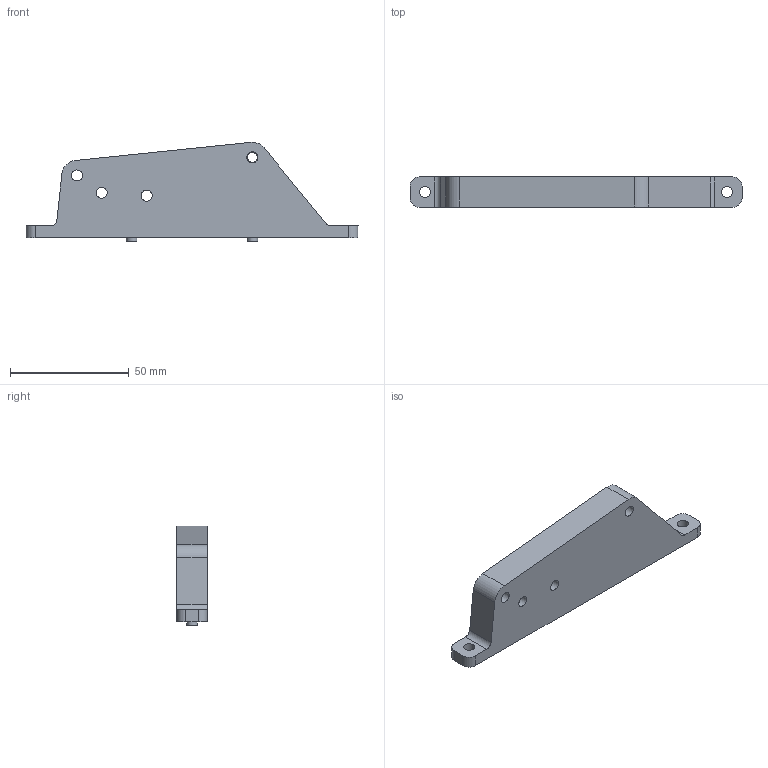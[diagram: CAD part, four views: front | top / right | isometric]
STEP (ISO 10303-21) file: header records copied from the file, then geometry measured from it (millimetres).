
FILE_DESCRIPTION(/* description */ (''),/* implementation_level */ '2;1');
FILE_NAME(/* name */ 'Inside_Intake_Mount_pocket.step',/* time_stamp */ '2024-06-27T21:51:51-05:00',/* author */ (''),/* organization */ (''),/* preprocessor_version */ 'ST-DEVELOPER v20',/* originating_system */ 'Autodesk Translation Framework v13.14.0.145',/* authorisation */ '');
FILE_SCHEMA (('AUTOMOTIVE_DESIGN { 1 0 10303 214 3 1 1 }'));
Length unit declared in the file: inch
Products named in the file (2): Inside_Intake_Mount_pocket_v10; HS Round Insert
Assembly tree (1 placements, depth 2):
  Inside_Intake_Mount_pocket_v10
    HS Round Insert
Bounding box: 139.7 x 12.7 x 41.82 mm (x, y, z)
Volume: 40891.4 mm3; surface area: 14206.3 mm2
Topology: 2 solids, 2 shells, 108 faces, 272 edges, 176 vertices
Faces by surface type: cylinder 61, plane 39, bspline 8
Full cylindrical faces by diameter (mm): 4.064 x1, 4.445 x2, 4.623 x5, 4.648 x1, 10.033 x1, 10.287 x1
Entity records: 3499 total; most frequent: CARTESIAN_POINT 719, DIRECTION 600, ORIENTED_EDGE 544, EDGE_CURVE 272, AXIS2_PLACEMENT_3D 229, VERTEX_POINT 176, LINE 142, VECTOR 142
